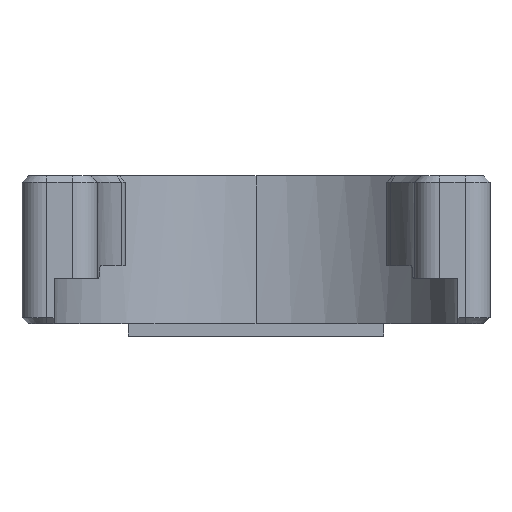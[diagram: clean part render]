
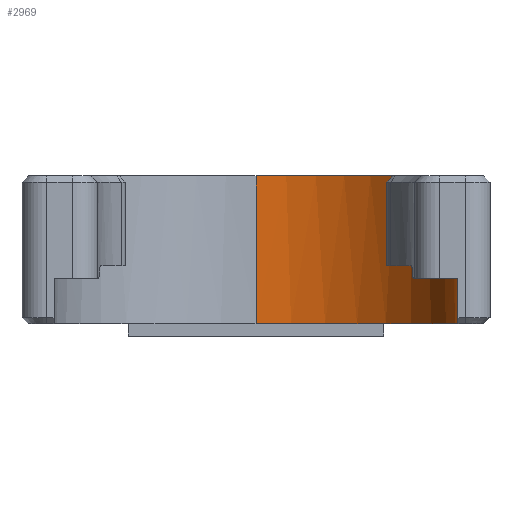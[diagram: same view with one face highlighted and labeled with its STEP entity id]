
A CAD part, left-side view. The second image highlights one B-rep face of the part: STEP entity #2969.
In plain terms, the highlighted cylindrical face has radius 16.4 mm (diameter 32.8 mm), a partial arc.
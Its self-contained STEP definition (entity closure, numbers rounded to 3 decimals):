
#298 = CARTESIAN_POINT ( 'NONE',  ( 10.154, -12.879, 0. ) ) ;
#408 = ORIENTED_EDGE ( 'NONE', *, *, #9889, .F. ) ;
#486 = EDGE_CURVE ( 'NONE', #11963, #1794, #5013, .T. ) ;
#487 = CARTESIAN_POINT ( 'NONE',  ( 10.542, -12.563, -0.5 ) ) ;
#942 = EDGE_CURVE ( 'NONE', #6996, #18146, #11270, .T. ) ;
#1023 = VECTOR ( 'NONE', #11713, 1000. ) ;
#1229 = DIRECTION ( 'NONE',  ( 1., 0., 0. ) ) ;
#1244 = VERTEX_POINT ( 'NONE', #8052 ) ;
#1794 = VERTEX_POINT ( 'NONE', #18997 ) ;
#1881 = CIRCLE ( 'NONE', #13112, 16.4 ) ;
#2228 = CARTESIAN_POINT ( 'NONE',  ( 0., 0., -12. ) ) ;
#2266 = CARTESIAN_POINT ( 'NONE',  ( 3.21, -16.083, -7.3 ) ) ;
#2365 = CARTESIAN_POINT ( 'NONE',  ( 2.848, -16.151, -7.667 ) ) ;
#2493 = CARTESIAN_POINT ( 'NONE',  ( 0., 0., -8.3 ) ) ;
#2552 = EDGE_CURVE ( 'NONE', #1244, #18818, #1881, .T. ) ;
#2800 = DIRECTION ( 'NONE',  ( 0., 0., -1. ) ) ;
#2832 = AXIS2_PLACEMENT_3D ( 'NONE', #14937, #19297, #4289 ) ;
#2863 = CIRCLE ( 'NONE', #16263, 16.4 ) ;
#2969 = ADVANCED_FACE ( 'NONE', ( #3793 ), #9580, .F. ) ;
#3294 = ORIENTED_EDGE ( 'NONE', *, *, #5238, .T. ) ;
#3793 = FACE_OUTER_BOUND ( 'NONE', #9173, .T. ) ;
#3921 = VERTEX_POINT ( 'NONE', #14073 ) ;
#4036 = ORIENTED_EDGE ( 'NONE', *, *, #942, .T. ) ;
#4289 = DIRECTION ( 'NONE',  ( -1., 0., 0. ) ) ;
#4685 = DIRECTION ( 'NONE',  ( 0., 0., -1. ) ) ;
#4836 = EDGE_CURVE ( 'NONE', #18818, #18146, #8990, .T. ) ;
#4978 = CARTESIAN_POINT ( 'NONE',  ( 2.354, -16.23, -8.3 ) ) ;
#5013 = CIRCLE ( 'NONE', #2832, 16.4 ) ;
#5043 = VECTOR ( 'NONE', #4685, 1000. ) ;
#5079 = CARTESIAN_POINT ( 'NONE',  ( 2.484, -16.211, -8.3 ) ) ;
#5110 = CARTESIAN_POINT ( 'NONE',  ( 3.083, -16.108, -7.354 ) ) ;
#5238 = EDGE_CURVE ( 'NONE', #1244, #14964, #7478, .T. ) ;
#5388 = ORIENTED_EDGE ( 'NONE', *, *, #9317, .F. ) ;
#5872 = LINE ( 'NONE', #10306, #10919 ) ;
#5905 = CARTESIAN_POINT ( 'NONE',  ( 16.4, 0., -12. ) ) ;
#5947 = DIRECTION ( 'NONE',  ( 0., 0., -1. ) ) ;
#6071 = CARTESIAN_POINT ( 'NONE',  ( 10.285, -12.775, -0.167 ) ) ;
#6147 = CARTESIAN_POINT ( 'NONE',  ( 0., -16.4, -8.3 ) ) ;
#6548 = CARTESIAN_POINT ( 'NONE',  ( 2.612, -16.191, -8.246 ) ) ;
#6902 = DIRECTION ( 'NONE',  ( 0., 0., -1. ) ) ;
#6996 = VERTEX_POINT ( 'NONE', #5905 ) ;
#7478 = B_SPLINE_CURVE_WITH_KNOTS ( 'NONE', 3,
 ( #4978, #5079, #6548, #18443, #12901, #8599 ),
 .UNSPECIFIED., .F., .F.,
 ( 4, 2, 4 ),
 ( 0., 0.5, 1. ),
 .UNSPECIFIED. ) ;
#7611 = ORIENTED_EDGE ( 'NONE', *, *, #9281, .T. ) ;
#8052 = CARTESIAN_POINT ( 'NONE',  ( 2.354, -16.23, -8.3 ) ) ;
#8099 = CARTESIAN_POINT ( 'NONE',  ( 0., -16.4, -8.3 ) ) ;
#8164 = CARTESIAN_POINT ( 'NONE',  ( 10.542, -12.563, -0.5 ) ) ;
#8475 = CARTESIAN_POINT ( 'NONE',  ( 2.848, -16.151, -7.8 ) ) ;
#8564 = DIRECTION ( 'NONE',  ( -1., 0., 0. ) ) ;
#8599 = CARTESIAN_POINT ( 'NONE',  ( 2.848, -16.151, -7.8 ) ) ;
#8747 = AXIS2_PLACEMENT_3D ( 'NONE', #2228, #14157, #11055 ) ;
#8990 = LINE ( 'NONE', #6147, #5043 ) ;
#9173 = EDGE_LOOP ( 'NONE', ( #5388, #4036, #17425, #9399, #3294, #7611, #16503, #14000, #18766, #408 ) ) ;
#9281 = EDGE_CURVE ( 'NONE', #14964, #1794, #15981, .T. ) ;
#9317 = EDGE_CURVE ( 'NONE', #6996, #3921, #5872, .T. ) ;
#9399 = ORIENTED_EDGE ( 'NONE', *, *, #2552, .F. ) ;
#9522 = CARTESIAN_POINT ( 'NONE',  ( 3.339, -16.057, -7.3 ) ) ;
#9580 = CYLINDRICAL_SURFACE ( 'NONE', #8747, 16.4 ) ;
#9889 = EDGE_CURVE ( 'NONE', #3921, #12746, #2863, .T. ) ;
#10306 = CARTESIAN_POINT ( 'NONE',  ( 16.4, 0., -12. ) ) ;
#10358 = EDGE_CURVE ( 'NONE', #14267, #12746, #10666, .T. ) ;
#10471 = DIRECTION ( 'NONE',  ( 1., 0., 0. ) ) ;
#10666 =( BOUNDED_CURVE ( )  B_SPLINE_CURVE ( 3, ( #487, #10792, #6071, #298 ),
 .UNSPECIFIED., .F., .T. ) 
 B_SPLINE_CURVE_WITH_KNOTS ( ( 4, 4 ),
 ( 4.712, 4.743 ),
 .UNSPECIFIED. ) 
 CURVE ( )  GEOMETRIC_REPRESENTATION_ITEM ( )  RATIONAL_B_SPLINE_CURVE ( ( 1., 1., 1., 1. ) ) 
 REPRESENTATION_ITEM ( '' )  );
#10792 = CARTESIAN_POINT ( 'NONE',  ( 10.414, -12.67, -0.333 ) ) ;
#10919 = VECTOR ( 'NONE', #17685, 1000. ) ;
#11055 = DIRECTION ( 'NONE',  ( 1., 0., 0. ) ) ;
#11270 = CIRCLE ( 'NONE', #18411, 16.4 ) ;
#11713 = DIRECTION ( 'NONE',  ( 0., 0., 1. ) ) ;
#11963 = VERTEX_POINT ( 'NONE', #14218 ) ;
#12746 = VERTEX_POINT ( 'NONE', #13978 ) ;
#12901 = CARTESIAN_POINT ( 'NONE',  ( 2.847, -16.151, -7.933 ) ) ;
#13112 = AXIS2_PLACEMENT_3D ( 'NONE', #2493, #6902, #8564 ) ;
#13362 = CARTESIAN_POINT ( 'NONE',  ( 10.542, -12.563, -12. ) ) ;
#13978 = CARTESIAN_POINT ( 'NONE',  ( 10.154, -12.879, 0. ) ) ;
#14000 = ORIENTED_EDGE ( 'NONE', *, *, #18037, .T. ) ;
#14073 = CARTESIAN_POINT ( 'NONE',  ( 16.4, 0., 0. ) ) ;
#14157 = DIRECTION ( 'NONE',  ( 0., 0., 1. ) ) ;
#14218 = CARTESIAN_POINT ( 'NONE',  ( 10.542, -12.563, -7.3 ) ) ;
#14267 = VERTEX_POINT ( 'NONE', #8164 ) ;
#14628 = CARTESIAN_POINT ( 'NONE',  ( 0., -16.4, -12. ) ) ;
#14816 = CARTESIAN_POINT ( 'NONE',  ( 0., 0., -12. ) ) ;
#14937 = CARTESIAN_POINT ( 'NONE',  ( 0., 0., -7.3 ) ) ;
#14964 = VERTEX_POINT ( 'NONE', #8475 ) ;
#15981 = B_SPLINE_CURVE_WITH_KNOTS ( 'NONE', 3,
 ( #17111, #2365, #17393, #5110, #2266, #9522 ),
 .UNSPECIFIED., .F., .F.,
 ( 4, 2, 4 ),
 ( 0., 0.5, 1. ),
 .UNSPECIFIED. ) ;
#16263 = AXIS2_PLACEMENT_3D ( 'NONE', #18141, #5947, #10471 ) ;
#16503 = ORIENTED_EDGE ( 'NONE', *, *, #486, .F. ) ;
#17111 = CARTESIAN_POINT ( 'NONE',  ( 2.848, -16.151, -7.8 ) ) ;
#17393 = CARTESIAN_POINT ( 'NONE',  ( 2.901, -16.142, -7.539 ) ) ;
#17425 = ORIENTED_EDGE ( 'NONE', *, *, #4836, .F. ) ;
#17634 = LINE ( 'NONE', #13362, #1023 ) ;
#17685 = DIRECTION ( 'NONE',  ( 0., 0., 1. ) ) ;
#18037 = EDGE_CURVE ( 'NONE', #11963, #14267, #17634, .T. ) ;
#18141 = CARTESIAN_POINT ( 'NONE',  ( 0., 0., 0. ) ) ;
#18146 = VERTEX_POINT ( 'NONE', #14628 ) ;
#18411 = AXIS2_PLACEMENT_3D ( 'NONE', #14816, #2800, #1229 ) ;
#18443 = CARTESIAN_POINT ( 'NONE',  ( 2.795, -16.16, -8.061 ) ) ;
#18766 = ORIENTED_EDGE ( 'NONE', *, *, #10358, .T. ) ;
#18818 = VERTEX_POINT ( 'NONE', #8099 ) ;
#18997 = CARTESIAN_POINT ( 'NONE',  ( 3.339, -16.057, -7.3 ) ) ;
#19297 = DIRECTION ( 'NONE',  ( 0., 0., -1. ) ) ;
